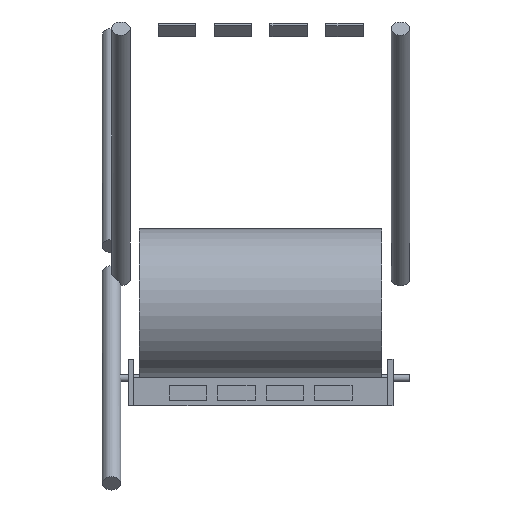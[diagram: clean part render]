
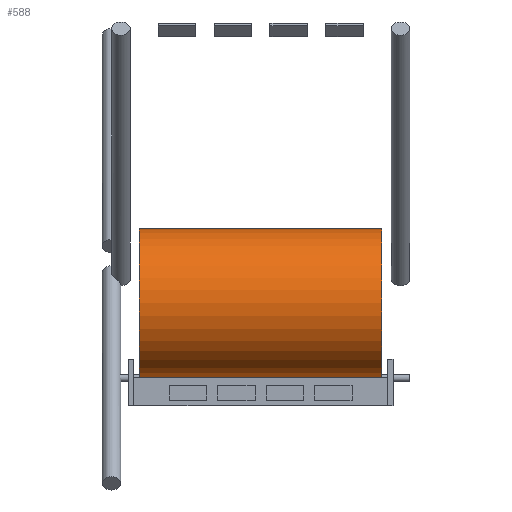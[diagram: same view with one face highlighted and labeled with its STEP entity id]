
A CAD part, front view. The second image highlights one B-rep face of the part: STEP entity #588.
In plain terms, the highlighted cylindrical face has radius 40 mm (diameter 80 mm), a full revolution.
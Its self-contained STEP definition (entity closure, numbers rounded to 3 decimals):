
#588 = ADVANCED_FACE('',(#589),#603,.T.);
#589 = FACE_BOUND('',#590,.F.);
#590 = EDGE_LOOP('',(#591,#621,#648,#649));
#591 = ORIENTED_EDGE('',*,*,#592,.T.);
#592 = EDGE_CURVE('',#593,#595,#597,.T.);
#593 = VERTEX_POINT('',#594);
#594 = CARTESIAN_POINT('',(-65.,40.,55.));
#595 = VERTEX_POINT('',#596);
#596 = CARTESIAN_POINT('',(65.,40.,55.));
#597 = SEAM_CURVE('',#598,(#602,#614),.PCURVE_S1.);
#598 = LINE('',#599,#600);
#599 = CARTESIAN_POINT('',(-65.,40.,55.));
#600 = VECTOR('',#601,1.);
#601 = DIRECTION('',(1.,0.,0.));
#602 = PCURVE('',#603,#608);
#603 = CYLINDRICAL_SURFACE('',#604,40.);
#604 = AXIS2_PLACEMENT_3D('',#605,#606,#607);
#605 = CARTESIAN_POINT('',(-65.,0.,55.));
#606 = DIRECTION('',(-1.,-0.,-0.));
#607 = DIRECTION('',(0.,1.,0.));
#608 = DEFINITIONAL_REPRESENTATION('',(#609),#613);
#609 = LINE('',#610,#611);
#610 = CARTESIAN_POINT('',(-0.,0.));
#611 = VECTOR('',#612,1.);
#612 = DIRECTION('',(-0.,-1.));
#613 = ( GEOMETRIC_REPRESENTATION_CONTEXT(2) 
PARAMETRIC_REPRESENTATION_CONTEXT() REPRESENTATION_CONTEXT('2D SPACE',''
  ) );
#614 = PCURVE('',#603,#615);
#615 = DEFINITIONAL_REPRESENTATION('',(#616),#620);
#616 = LINE('',#617,#618);
#617 = CARTESIAN_POINT('',(-6.283,0.));
#618 = VECTOR('',#619,1.);
#619 = DIRECTION('',(-0.,-1.));
#620 = ( GEOMETRIC_REPRESENTATION_CONTEXT(2) 
PARAMETRIC_REPRESENTATION_CONTEXT() REPRESENTATION_CONTEXT('2D SPACE',''
  ) );
#621 = ORIENTED_EDGE('',*,*,#622,.T.);
#622 = EDGE_CURVE('',#595,#595,#623,.T.);
#623 = SURFACE_CURVE('',#624,(#629,#636),.PCURVE_S1.);
#624 = CIRCLE('',#625,40.);
#625 = AXIS2_PLACEMENT_3D('',#626,#627,#628);
#626 = CARTESIAN_POINT('',(65.,0.,55.));
#627 = DIRECTION('',(1.,0.,0.));
#628 = DIRECTION('',(0.,1.,0.));
#629 = PCURVE('',#603,#630);
#630 = DEFINITIONAL_REPRESENTATION('',(#631),#635);
#631 = LINE('',#632,#633);
#632 = CARTESIAN_POINT('',(-0.,-130.));
#633 = VECTOR('',#634,1.);
#634 = DIRECTION('',(-1.,0.));
#635 = ( GEOMETRIC_REPRESENTATION_CONTEXT(2) 
PARAMETRIC_REPRESENTATION_CONTEXT() REPRESENTATION_CONTEXT('2D SPACE',''
  ) );
#636 = PCURVE('',#637,#642);
#637 = PLANE('',#638);
#638 = AXIS2_PLACEMENT_3D('',#639,#640,#641);
#639 = CARTESIAN_POINT('',(65.,0.,55.));
#640 = DIRECTION('',(1.,0.,0.));
#641 = DIRECTION('',(-0.,0.,1.));
#642 = DEFINITIONAL_REPRESENTATION('',(#643),#647);
#643 = CIRCLE('',#644,40.);
#644 = AXIS2_PLACEMENT_2D('',#645,#646);
#645 = CARTESIAN_POINT('',(0.,0.));
#646 = DIRECTION('',(0.,-1.));
#647 = ( GEOMETRIC_REPRESENTATION_CONTEXT(2) 
PARAMETRIC_REPRESENTATION_CONTEXT() REPRESENTATION_CONTEXT('2D SPACE',''
  ) );
#648 = ORIENTED_EDGE('',*,*,#592,.F.);
#649 = ORIENTED_EDGE('',*,*,#650,.F.);
#650 = EDGE_CURVE('',#593,#593,#651,.T.);
#651 = SURFACE_CURVE('',#652,(#657,#664),.PCURVE_S1.);
#652 = CIRCLE('',#653,40.);
#653 = AXIS2_PLACEMENT_3D('',#654,#655,#656);
#654 = CARTESIAN_POINT('',(-65.,0.,55.));
#655 = DIRECTION('',(1.,0.,0.));
#656 = DIRECTION('',(0.,1.,0.));
#657 = PCURVE('',#603,#658);
#658 = DEFINITIONAL_REPRESENTATION('',(#659),#663);
#659 = LINE('',#660,#661);
#660 = CARTESIAN_POINT('',(-0.,0.));
#661 = VECTOR('',#662,1.);
#662 = DIRECTION('',(-1.,0.));
#663 = ( GEOMETRIC_REPRESENTATION_CONTEXT(2) 
PARAMETRIC_REPRESENTATION_CONTEXT() REPRESENTATION_CONTEXT('2D SPACE',''
  ) );
#664 = PCURVE('',#665,#670);
#665 = PLANE('',#666);
#666 = AXIS2_PLACEMENT_3D('',#667,#668,#669);
#667 = CARTESIAN_POINT('',(-65.,0.,55.));
#668 = DIRECTION('',(1.,0.,0.));
#669 = DIRECTION('',(-0.,0.,1.));
#670 = DEFINITIONAL_REPRESENTATION('',(#671),#675);
#671 = CIRCLE('',#672,40.);
#672 = AXIS2_PLACEMENT_2D('',#673,#674);
#673 = CARTESIAN_POINT('',(0.,0.));
#674 = DIRECTION('',(0.,-1.));
#675 = ( GEOMETRIC_REPRESENTATION_CONTEXT(2) 
PARAMETRIC_REPRESENTATION_CONTEXT() REPRESENTATION_CONTEXT('2D SPACE',''
  ) );
